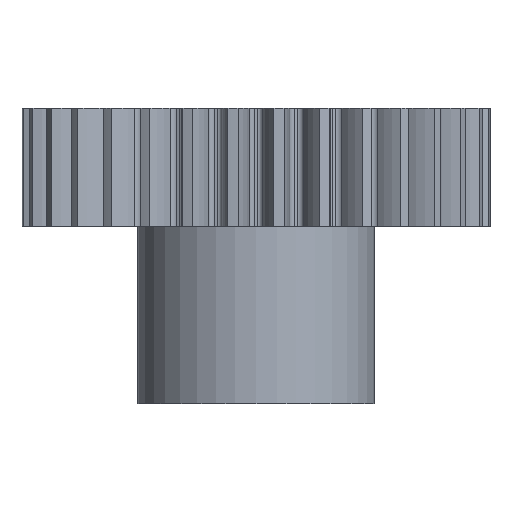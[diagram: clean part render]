
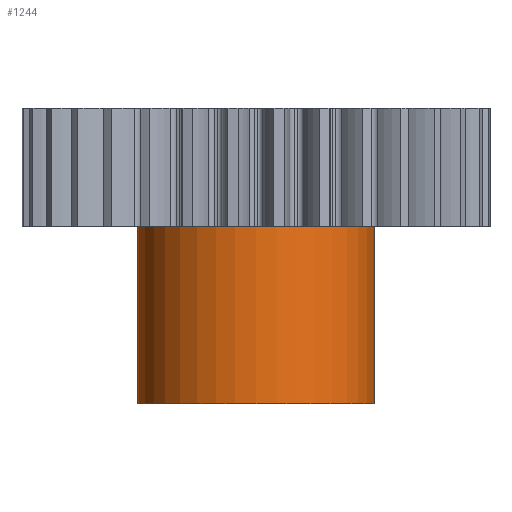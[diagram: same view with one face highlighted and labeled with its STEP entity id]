
A CAD part, front view. The second image highlights one B-rep face of the part: STEP entity #1244.
In plain terms, the highlighted cylindrical face has radius 6 mm (diameter 12 mm), a partial arc.
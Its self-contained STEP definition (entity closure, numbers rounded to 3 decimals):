
#1244 = ADVANCED_FACE ( 'NONE', ( #4651 ), #4664, .T. ) ;
#1245 = EDGE_CURVE ( 'NONE', #1599, #1609, #4655, .T. ) ;
#1247 = EDGE_LOOP ( 'NONE', ( #1249, #1253, #1256, #1255 ) ) ;
#1248 = EDGE_CURVE ( 'NONE', #1608, #1604, #4644, .T. ) ;
#1249 = ORIENTED_EDGE ( 'NONE', *, *, #1481, .F. ) ;
#1253 = ORIENTED_EDGE ( 'NONE', *, *, #1245, .T. ) ;
#1255 = ORIENTED_EDGE ( 'NONE', *, *, #1248, .T. ) ;
#1256 = ORIENTED_EDGE ( 'NONE', *, *, #1493, .T. ) ;
#1481 = EDGE_CURVE ( 'NONE', #1599, #1604, #4900, .T. ) ;
#1493 = EDGE_CURVE ( 'NONE', #1609, #1608, #4896, .T. ) ;
#1599 = VERTEX_POINT ( 'NONE', #5140 ) ;
#1604 = VERTEX_POINT ( 'NONE', #5002 ) ;
#1608 = VERTEX_POINT ( 'NONE', #5121 ) ;
#1609 = VERTEX_POINT ( 'NONE', #5113 ) ;
#4638 = AXIS2_PLACEMENT_3D ( 'NONE', #4641, #4722, #4721 ) ;
#4639 = DIRECTION ( 'NONE',  ( 1., 0., 0. ) ) ;
#4640 = AXIS2_PLACEMENT_3D ( 'NONE', #4642, #4643, #4639 ) ;
#4641 = CARTESIAN_POINT ( 'NONE',  ( 0., 0., 1.5 ) ) ;
#4642 = CARTESIAN_POINT ( 'NONE',  ( 0., 0., -9. ) ) ;
#4643 = DIRECTION ( 'NONE',  ( 0., 0., 1. ) ) ;
#4644 = CIRCLE ( 'NONE', #4638, 6. ) ;
#4648 = DIRECTION ( 'NONE',  ( 0., 0., 1. ) ) ;
#4649 = CARTESIAN_POINT ( 'NONE',  ( 0., 0., -9. ) ) ;
#4651 = FACE_OUTER_BOUND ( 'NONE', #1247, .T. ) ;
#4653 = DIRECTION ( 'NONE',  ( 1., 0., 0. ) ) ;
#4655 = CIRCLE ( 'NONE', #4640, 6. ) ;
#4656 = AXIS2_PLACEMENT_3D ( 'NONE', #4649, #4648, #4653 ) ;
#4664 = CYLINDRICAL_SURFACE ( 'NONE', #4656, 6. ) ;
#4721 = DIRECTION ( 'NONE',  ( -1., 0., 0. ) ) ;
#4722 = DIRECTION ( 'NONE',  ( 0., 0., -1. ) ) ;
#4777 = DIRECTION ( 'NONE',  ( 0., 0., 1. ) ) ;
#4778 = VECTOR ( 'NONE', #4777, 1000. ) ;
#4895 = CARTESIAN_POINT ( 'NONE',  ( 6., 0., -9. ) ) ;
#4896 = LINE ( 'NONE', #4895, #4778 ) ;
#4897 = DIRECTION ( 'NONE',  ( 0., 0., 1. ) ) ;
#4898 = VECTOR ( 'NONE', #4897, 1000. ) ;
#4899 = CARTESIAN_POINT ( 'NONE',  ( -6., 0., -9. ) ) ;
#4900 = LINE ( 'NONE', #4899, #4898 ) ;
#5002 = CARTESIAN_POINT ( 'NONE',  ( -6., 0., 1.5 ) ) ;
#5113 = CARTESIAN_POINT ( 'NONE',  ( 6., 0., -9. ) ) ;
#5121 = CARTESIAN_POINT ( 'NONE',  ( 6., 0., 1.5 ) ) ;
#5140 = CARTESIAN_POINT ( 'NONE',  ( -6., 0., -9. ) ) ;
